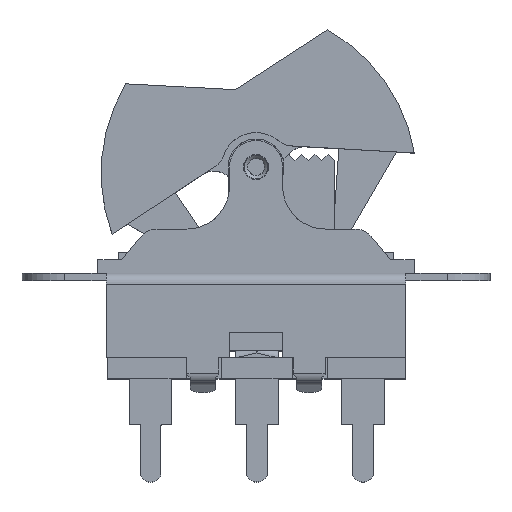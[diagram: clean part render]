
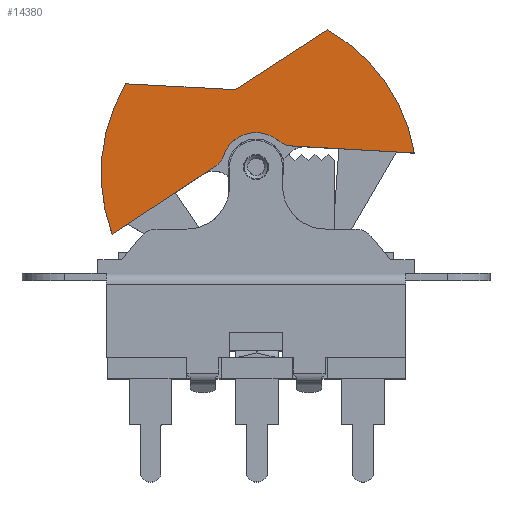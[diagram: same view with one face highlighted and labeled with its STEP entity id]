
A CAD part, top view. The second image highlights one B-rep face of the part: STEP entity #14380.
In plain terms, the highlighted planar face has unit normal (0, 0, 1).
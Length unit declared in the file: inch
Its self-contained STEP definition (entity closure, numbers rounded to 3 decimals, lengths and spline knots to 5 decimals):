
#353=FACE_OUTER_BOUND('',#1061,.T.);
#1061=EDGE_LOOP('',(#9151,#9152,#9153,#9154,#9155,#9156,#9157,#9158,#9159));
#1816=CIRCLE('',#15130,0.515);
#1817=CIRCLE('',#15134,0.515);
#1819=CIRCLE('',#15142,0.062);
#1821=CIRCLE('',#15145,0.101);
#1823=CIRCLE('',#15148,0.062);
#2215=LINE('',#20315,#3882);
#2217=LINE('',#20319,#3884);
#2225=LINE('',#20336,#3892);
#2226=LINE('',#20339,#3893);
#3882=VECTOR('',#16384,0.3937);
#3884=VECTOR('',#16388,0.3937);
#3892=VECTOR('',#16408,0.3937);
#3893=VECTOR('',#16411,0.3937);
#5561=VERTEX_POINT('',#20308);
#5562=VERTEX_POINT('',#20310);
#5563=VERTEX_POINT('',#20314);
#5564=VERTEX_POINT('',#20318);
#5565=VERTEX_POINT('',#20322);
#5567=VERTEX_POINT('',#20334);
#5568=VERTEX_POINT('',#20338);
#5571=VERTEX_POINT('',#20346);
#5573=VERTEX_POINT('',#20352);
#6947=EDGE_CURVE('',#5562,#5561,#1816,.T.);
#6949=EDGE_CURVE('',#5563,#5562,#2215,.T.);
#6951=EDGE_CURVE('',#5564,#5563,#2217,.T.);
#6953=EDGE_CURVE('',#5565,#5564,#1817,.T.);
#6960=EDGE_CURVE('',#5561,#5567,#2225,.T.);
#6961=EDGE_CURVE('',#5568,#5565,#2226,.T.);
#6965=EDGE_CURVE('',#5571,#5568,#1819,.T.);
#6968=EDGE_CURVE('',#5573,#5571,#1821,.T.);
#6971=EDGE_CURVE('',#5567,#5573,#1823,.T.);
#9151=ORIENTED_EDGE('',*,*,#6947,.T.);
#9152=ORIENTED_EDGE('',*,*,#6960,.T.);
#9153=ORIENTED_EDGE('',*,*,#6971,.T.);
#9154=ORIENTED_EDGE('',*,*,#6968,.T.);
#9155=ORIENTED_EDGE('',*,*,#6965,.T.);
#9156=ORIENTED_EDGE('',*,*,#6961,.T.);
#9157=ORIENTED_EDGE('',*,*,#6953,.T.);
#9158=ORIENTED_EDGE('',*,*,#6951,.T.);
#9159=ORIENTED_EDGE('',*,*,#6949,.T.);
#13149=PLANE('',#15150);
#14380=ADVANCED_FACE('',(#353),#13149,.T.);
#15130=AXIS2_PLACEMENT_3D('',#20311,#16379,#16380);
#15134=AXIS2_PLACEMENT_3D('',#20323,#16392,#16393);
#15142=AXIS2_PLACEMENT_3D('',#20347,#16418,#16419);
#15145=AXIS2_PLACEMENT_3D('',#20353,#16425,#16426);
#15148=AXIS2_PLACEMENT_3D('',#20357,#16432,#16433);
#15150=AXIS2_PLACEMENT_3D('',#20364,#16440,#16441);
#16379=DIRECTION('center_axis',(0.,0.,
1.));
#16380=DIRECTION('ref_axis',(-0.86,0.51,0.));
#16384=DIRECTION('',(-0.999,0.053,0.));
#16388=DIRECTION('',(-0.838,-0.545,0.));
#16392=DIRECTION('center_axis',(0.,0.,
1.));
#16393=DIRECTION('ref_axis',(0.986,0.168,0.));
#16408=DIRECTION('',(0.836,0.549,0.));
#16411=DIRECTION('',(0.998,-0.058,0.));
#16418=DIRECTION('center_axis',(0.,0.,
1.));
#16419=DIRECTION('ref_axis',(-0.651,-0.759,0.));
#16425=DIRECTION('center_axis',(0.,0.,
-1.));
#16426=DIRECTION('ref_axis',(-0.651,-0.759,0.));
#16432=DIRECTION('center_axis',(0.,0.,
1.));
#16433=DIRECTION('ref_axis',(0.549,-0.836,0.));
#16440=DIRECTION('center_axis',(0.,0.,
1.));
#16441=DIRECTION('ref_axis',(0.966,0.259,0.));
#20308=CARTESIAN_POINT('',(0.01419,-0.15727,0.44037));
#20310=CARTESIAN_POINT('',(0.05407,0.28409,0.44037));
#20311=CARTESIAN_POINT('Origin',(0.49714,0.02157,0.44037));
#20314=CARTESIAN_POINT('',(0.37652,0.26696,0.44037));
#20315=CARTESIAN_POINT('',(0.24746,0.27382,0.44037));
#20318=CARTESIAN_POINT('',(0.6472,0.44302,0.44037));
#20319=CARTESIAN_POINT('',(0.34952,0.2494,0.44037));
#20322=CARTESIAN_POINT('',(0.90242,0.08073,0.44037));
#20323=CARTESIAN_POINT('Origin',(0.39475,-0.00586,
0.44037));
#20334=CARTESIAN_POINT('',(0.31765,0.04229,0.44037));
#20336=CARTESIAN_POINT('',(0.36244,0.07175,0.44037));
#20338=CARTESIAN_POINT('',(0.53983,0.10182,0.44037));
#20339=CARTESIAN_POINT('',(0.69913,0.09256,0.44037));
#20346=CARTESIAN_POINT('',(0.50308,0.11665,0.44037));
#20347=CARTESIAN_POINT('Origin',(0.54343,0.16372,0.44037));
#20352=CARTESIAN_POINT('',(0.34207,0.07351,0.44037));
#20353=CARTESIAN_POINT('Origin',(0.43734,0.03997,0.44037));
#20357=CARTESIAN_POINT('Origin',(0.28359,0.0941,0.44037));
#20364=CARTESIAN_POINT('Origin',(0.43035,0.06605,0.44037));
